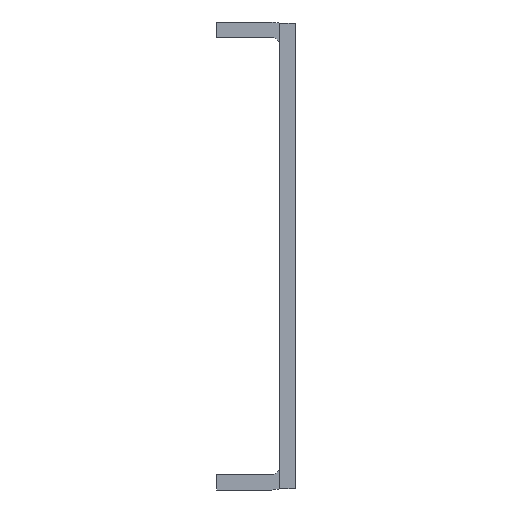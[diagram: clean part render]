
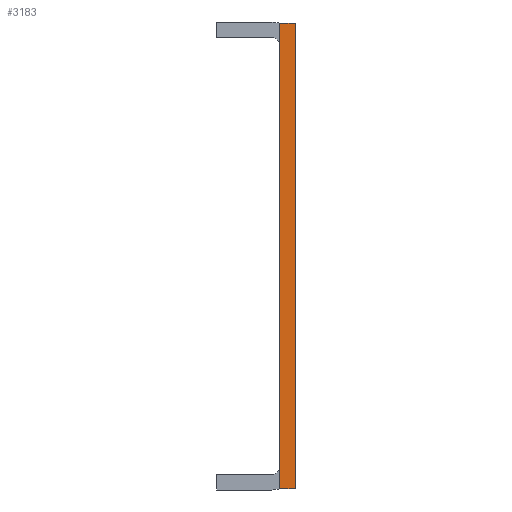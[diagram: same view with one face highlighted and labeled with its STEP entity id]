
A CAD part, left-side view. The second image highlights one B-rep face of the part: STEP entity #3183.
In plain terms, the highlighted face is planar.
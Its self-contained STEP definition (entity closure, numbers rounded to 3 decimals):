
#205=DIRECTION('',(0.,0.,1.));
#206=VECTOR('',#205,59.157);
#207=CARTESIAN_POINT('',(1.5,250.,970.422));
#208=LINE('',#207,#206);
#1539=DIRECTION('',(0.,0.,1.));
#1540=VECTOR('',#1539,59.157);
#1541=CARTESIAN_POINT('',(3.5,250.,970.422));
#1542=LINE('',#1541,#1540);
#1546=DIRECTION('',(-1.,0.,0.));
#1547=VECTOR('',#1546,2.);
#1548=CARTESIAN_POINT('',(3.5,250.,1029.578));
#1549=LINE('',#1548,#1547);
#1560=DIRECTION('',(-1.,0.,0.));
#1561=VECTOR('',#1560,2.);
#1562=CARTESIAN_POINT('',(3.5,250.,970.422));
#1563=LINE('',#1562,#1561);
#2168=CARTESIAN_POINT('',(1.5,250.,970.422));
#2169=VERTEX_POINT('',#2168);
#2170=CARTESIAN_POINT('',(1.5,250.,1029.578));
#2171=VERTEX_POINT('',#2170);
#2344=CARTESIAN_POINT('',(3.5,250.,1029.578));
#2345=VERTEX_POINT('',#2344);
#2346=CARTESIAN_POINT('',(3.5,250.,970.422));
#2347=VERTEX_POINT('',#2346);
#3171=CARTESIAN_POINT('',(3.5,250.,970.422));
#3172=DIRECTION('',(0.,1.,0.));
#3173=DIRECTION('',(0.,0.,1.));
#3174=AXIS2_PLACEMENT_3D('',#3171,#3172,#3173);
#3175=PLANE('',#3174);
#3176=ORIENTED_EDGE('',*,*,#2824,.T.);
#3177=ORIENTED_EDGE('',*,*,#3164,.T.);
#3178=ORIENTED_EDGE('',*,*,#2517,.F.);
#3180=ORIENTED_EDGE('',*,*,#3179,.F.);
#3181=EDGE_LOOP('',(#3176,#3177,#3178,#3180));
#3182=FACE_OUTER_BOUND('',#3181,.F.);
#2517=EDGE_CURVE('',#2169,#2171,#208,.T.);
#2824=EDGE_CURVE('',#2347,#2345,#1542,.T.);
#3164=EDGE_CURVE('',#2345,#2171,#1549,.T.);
#3179=EDGE_CURVE('',#2347,#2169,#1563,.T.);
#3183=ADVANCED_FACE('',(#3182),#3175,.T.);
